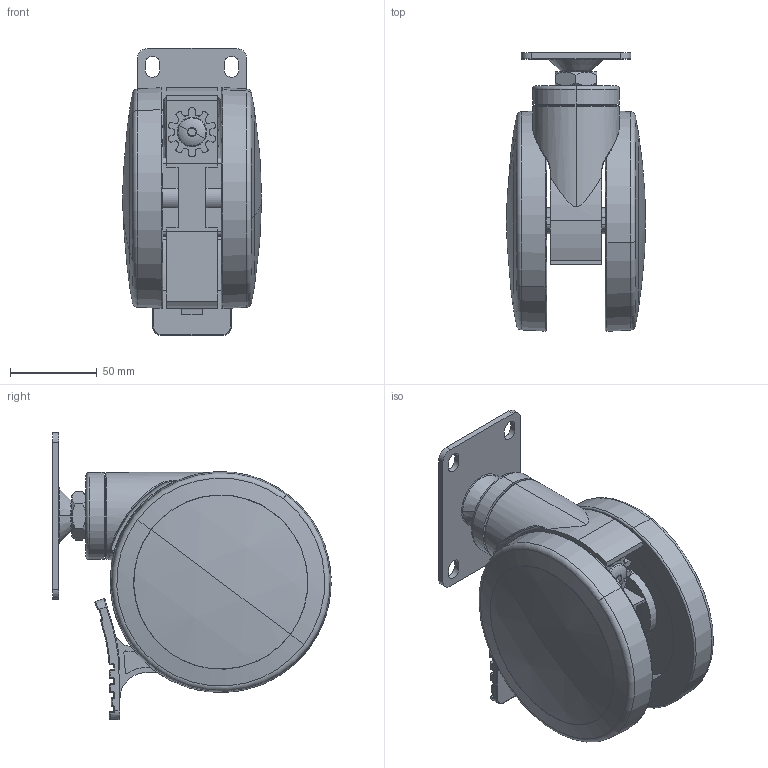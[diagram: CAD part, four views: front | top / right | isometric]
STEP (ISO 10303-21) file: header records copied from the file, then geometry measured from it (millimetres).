
FILE_DESCRIPTION (( 'STEP AP203' ), '1' );
FILE_NAME ('ACMCT-127SFB.STEP', '2020-02-19T05:46:59', ( '' ), ( '' ), 'SwSTEP 2.0', 'SolidWorks 2019', '' );
FILE_SCHEMA (( 'CONFIG_CONTROL_DESIGN' ));
Length unit declared in the file: millimetre
Products named in the file (6): 127 BRAKE TYPE FRAME; BOLT-1; BRAKE; TOP PLATE; WHEEL; ACMCT-127SFB
Assembly tree (6 placements, depth 2):
  ACMCT-127SFB
    127 BRAKE TYPE FRAME
    BOLT-1
    BRAKE
    TOP PLATE
    WHEEL  x2
Bounding box: 79.99 x 159.98 x 165 mm (x, y, z)
Volume: 715732.3 mm3; surface area: 138891.6 mm2
Topology: 6 solids, 6 shells, 515 faces, 1301 edges, 799 vertices
Faces by surface type: cylinder 250, plane 144, torus 60, sphere 29, bspline 20, cone 12
Entity records: 18027 total; most frequent: CARTESIAN_POINT 5510, DIRECTION 2659, ORIENTED_EDGE 2450, EDGE_CURVE 1225, AXIS2_PLACEMENT_3D 1053, VERTEX_POINT 760, CIRCLE 574, VECTOR 553
